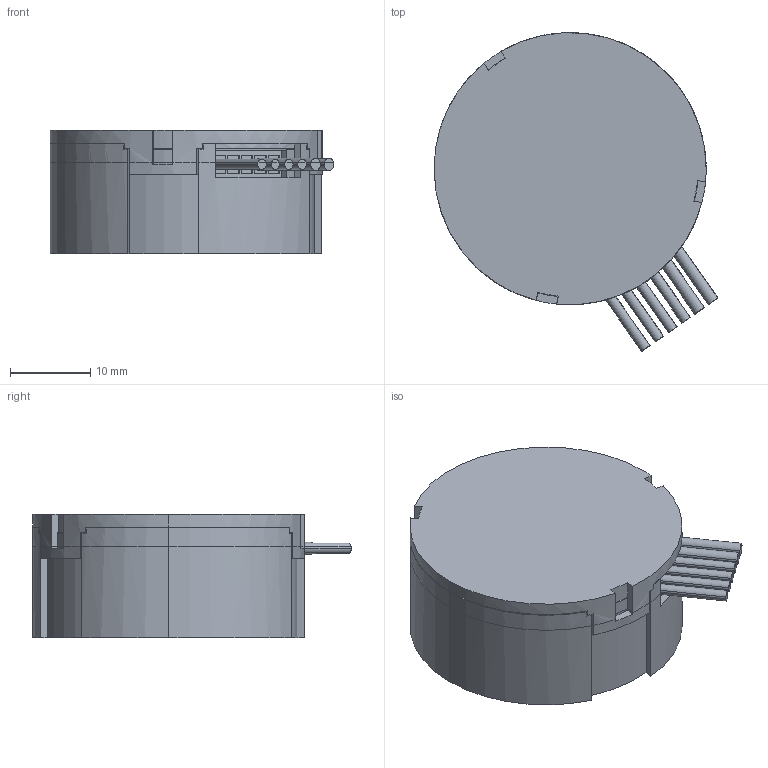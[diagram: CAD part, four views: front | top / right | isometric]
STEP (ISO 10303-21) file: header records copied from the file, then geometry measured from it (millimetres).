
FILE_DESCRIPTION(/* description */ (''),/* implementation_level */ '2;1');
FILE_NAME(/* name */ 'MG37D_Encoder.stp',/* time_stamp */ '2020-11-14T16:44:02+01:00',/* author */ (''),/* organization */ (''),/* preprocessor_version */ 'ST-DEVELOPER v16.7',/* originating_system */ 'SIEMENS PLM Software NX 1867',/* authorisation */ '');
FILE_SCHEMA (('AUTOMOTIVE_DESIGN { 1 0 10303 214 3 1 1 1 }'));
Length unit declared in the file: millimetre
Products named in the file (1): 37d-gearmotor-50-70-encoder_step
Bounding box: 35.48 x 39.83 x 15.4 mm (x, y, z)
Volume: 8873.7 mm3; surface area: 11372.7 mm2
Topology: 2 solids, 2 shells, 350 faces, 996 edges, 656 vertices
Faces by surface type: plane 248, cylinder 102
Entity records: 13771 total; most frequent: CARTESIAN_POINT 2003, ORIENTED_EDGE 1992, DIRECTION 1986, EDGE_CURVE 996, LINE 708, VECTOR 708, VERTEX_POINT 656, AXIS2_PLACEMENT_3D 639
